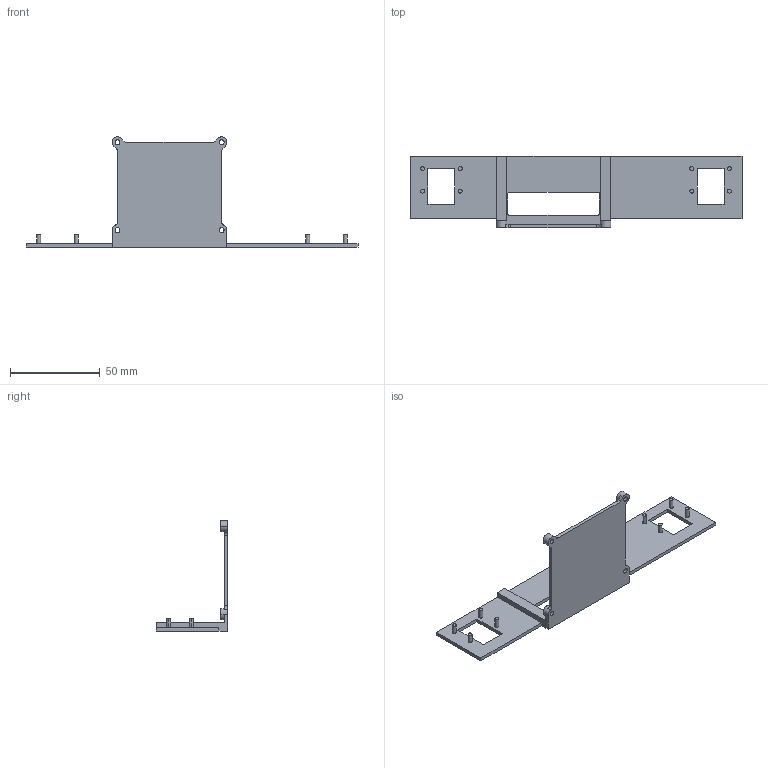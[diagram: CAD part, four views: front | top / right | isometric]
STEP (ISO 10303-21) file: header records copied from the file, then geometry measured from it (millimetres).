
FILE_DESCRIPTION (( 'STEP AP214' ), '1' );
FILE_NAME ('screw_frame_150b.STEP', '2017-03-24T11:00:05', ( 'user' ), ( '' ), 'SwSTEP 2.0', 'SolidWorks 2014', '' );
FILE_SCHEMA (( 'AUTOMOTIVE_DESIGN' ));
Length unit declared in the file: millimetre
Products named in the file (1): screw_frame_150b
Bounding box: 185 x 40 x 61.5 mm (x, y, z)
Volume: 19484.1 mm3; surface area: 20485.3 mm2
Topology: 1 solids, 1 shells, 90 faces, 238 edges, 158 vertices
Faces by surface type: plane 48, cylinder 42
Entity records: 2878 total; most frequent: DIRECTION 510, CARTESIAN_POINT 487, ORIENTED_EDGE 476, EDGE_CURVE 238, AXIS2_PLACEMENT_3D 181, VERTEX_POINT 158, LINE 148, VECTOR 148
